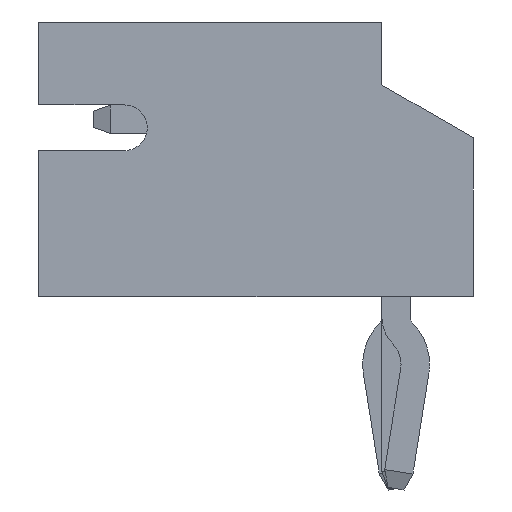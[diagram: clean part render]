
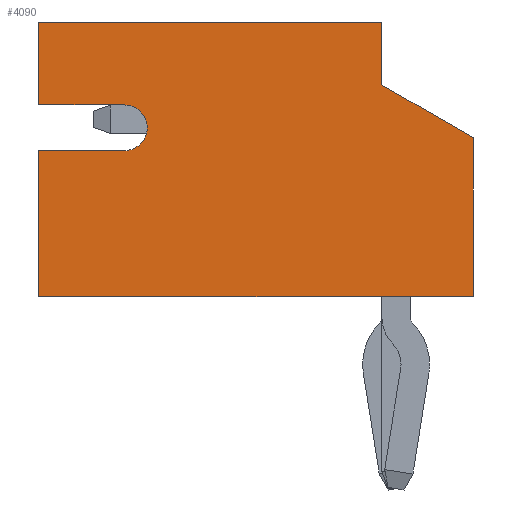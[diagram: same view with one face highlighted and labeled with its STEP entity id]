
A CAD part, left-side view. The second image highlights one B-rep face of the part: STEP entity #4090.
In plain terms, the highlighted planar face has unit normal (-1, 0, 0).
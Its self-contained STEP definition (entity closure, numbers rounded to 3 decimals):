
#2863 = VERTEX_POINT('',#2864);
#2864 = CARTESIAN_POINT('',(-5.95,4.759,3.341));
#2870 = EDGE_CURVE('',#2863,#2871,#2873,.T.);
#2871 = VERTEX_POINT('',#2872);
#2872 = CARTESIAN_POINT('',(-5.95,4.359,2.941));
#2873 = CIRCLE('',#2874,0.4);
#2874 = AXIS2_PLACEMENT_3D('',#2875,#2876,#2877);
#2875 = CARTESIAN_POINT('',(-5.95,4.759,2.941));
#2876 = DIRECTION('',(1.,0.,0.));
#2877 = DIRECTION('',(0.,1.,0.));
#2902 = EDGE_CURVE('',#2871,#2903,#2905,.T.);
#2903 = VERTEX_POINT('',#2904);
#2904 = CARTESIAN_POINT('',(-5.95,4.759,2.541));
#2905 = CIRCLE('',#2906,0.4);
#2906 = AXIS2_PLACEMENT_3D('',#2907,#2908,#2909);
#2907 = CARTESIAN_POINT('',(-5.95,4.759,2.941));
#2908 = DIRECTION('',(1.,0.,0.));
#2909 = DIRECTION('',(0.,1.,0.));
#3516 = VERTEX_POINT('',#3517);
#3517 = CARTESIAN_POINT('',(-5.95,0.259,4.791));
#3523 = EDGE_CURVE('',#3524,#3516,#3526,.T.);
#3524 = VERTEX_POINT('',#3525);
#3525 = CARTESIAN_POINT('',(-5.95,0.259,3.691));
#3526 = LINE('',#3527,#3528);
#3527 = CARTESIAN_POINT('',(-5.95,0.259,4.791));
#3528 = VECTOR('',#3529,1.);
#3529 = DIRECTION('',(0.,0.,1.));
#3741 = VERTEX_POINT('',#3742);
#3742 = CARTESIAN_POINT('',(-5.95,6.259,3.341));
#3748 = EDGE_CURVE('',#3749,#3741,#3751,.T.);
#3749 = VERTEX_POINT('',#3750);
#3750 = CARTESIAN_POINT('',(-5.95,6.259,4.791));
#3751 = LINE('',#3752,#3753);
#3752 = CARTESIAN_POINT('',(-5.95,6.259,4.791));
#3753 = VECTOR('',#3754,1.);
#3754 = DIRECTION('',(0.,0.,-1.));
#3891 = EDGE_CURVE('',#2863,#3741,#3892,.T.);
#3892 = LINE('',#3893,#3894);
#3893 = CARTESIAN_POINT('',(-5.95,6.259,3.341));
#3894 = VECTOR('',#3895,1.);
#3895 = DIRECTION('',(0.,1.,0.));
#3954 = EDGE_CURVE('',#3749,#3516,#3955,.T.);
#3955 = LINE('',#3956,#3957);
#3956 = CARTESIAN_POINT('',(-5.95,6.259,4.791));
#3957 = VECTOR('',#3958,1.);
#3958 = DIRECTION('',(0.,-1.,0.));
#3974 = EDGE_CURVE('',#3524,#3975,#3977,.T.);
#3975 = VERTEX_POINT('',#3976);
#3976 = CARTESIAN_POINT('',(-5.95,-1.341,2.768));
#3977 = LINE('',#3978,#3979);
#3978 = CARTESIAN_POINT('',(-5.95,0.259,3.691));
#3979 = VECTOR('',#3980,1.);
#3980 = DIRECTION('',(0.,-0.866,-0.5));
#3998 = EDGE_CURVE('',#3975,#3999,#4001,.T.);
#3999 = VERTEX_POINT('',#4000);
#4000 = CARTESIAN_POINT('',(-5.95,-1.341,
    -0.009));
#4001 = LINE('',#4002,#4003);
#4002 = CARTESIAN_POINT('',(-5.95,-1.341,4.791));
#4003 = VECTOR('',#4004,1.);
#4004 = DIRECTION('',(0.,0.,-1.));
#4023 = VERTEX_POINT('',#4024);
#4024 = CARTESIAN_POINT('',(-5.95,6.259,2.541));
#4030 = EDGE_CURVE('',#4023,#2903,#4031,.T.);
#4031 = LINE('',#4032,#4033);
#4032 = CARTESIAN_POINT('',(-5.95,6.259,2.541));
#4033 = VECTOR('',#4034,1.);
#4034 = DIRECTION('',(0.,-1.,0.));
#4071 = VERTEX_POINT('',#4072);
#4072 = CARTESIAN_POINT('',(-5.95,6.259,-0.009
    ));
#4078 = EDGE_CURVE('',#4071,#4023,#4079,.T.);
#4079 = LINE('',#4080,#4081);
#4080 = CARTESIAN_POINT('',(-5.95,6.259,4.791));
#4081 = VECTOR('',#4082,1.);
#4082 = DIRECTION('',(0.,0.,1.));
#4090 = ADVANCED_FACE('',(#4091),#4109,.F.);
#4091 = FACE_BOUND('',#4092,.T.);
#4092 = EDGE_LOOP('',(#4093,#4094,#4095,#4101,#4102,#4103,#4104,#4105,
    #4106,#4107,#4108));
#4093 = ORIENTED_EDGE('',*,*,#4030,.F.);
#4094 = ORIENTED_EDGE('',*,*,#4078,.F.);
#4095 = ORIENTED_EDGE('',*,*,#4096,.T.);
#4096 = EDGE_CURVE('',#4071,#3999,#4097,.T.);
#4097 = LINE('',#4098,#4099);
#4098 = CARTESIAN_POINT('',(-5.95,6.259,-0.009
    ));
#4099 = VECTOR('',#4100,1.);
#4100 = DIRECTION('',(0.,-1.,0.));
#4101 = ORIENTED_EDGE('',*,*,#3998,.F.);
#4102 = ORIENTED_EDGE('',*,*,#3974,.F.);
#4103 = ORIENTED_EDGE('',*,*,#3523,.T.);
#4104 = ORIENTED_EDGE('',*,*,#3954,.F.);
#4105 = ORIENTED_EDGE('',*,*,#3748,.T.);
#4106 = ORIENTED_EDGE('',*,*,#3891,.F.);
#4107 = ORIENTED_EDGE('',*,*,#2870,.T.);
#4108 = ORIENTED_EDGE('',*,*,#2902,.T.);
#4109 = PLANE('',#4110);
#4110 = AXIS2_PLACEMENT_3D('',#4111,#4112,#4113);
#4111 = CARTESIAN_POINT('',(-5.95,6.259,4.791));
#4112 = DIRECTION('',(1.,0.,0.));
#4113 = DIRECTION('',(0.,1.,0.));
